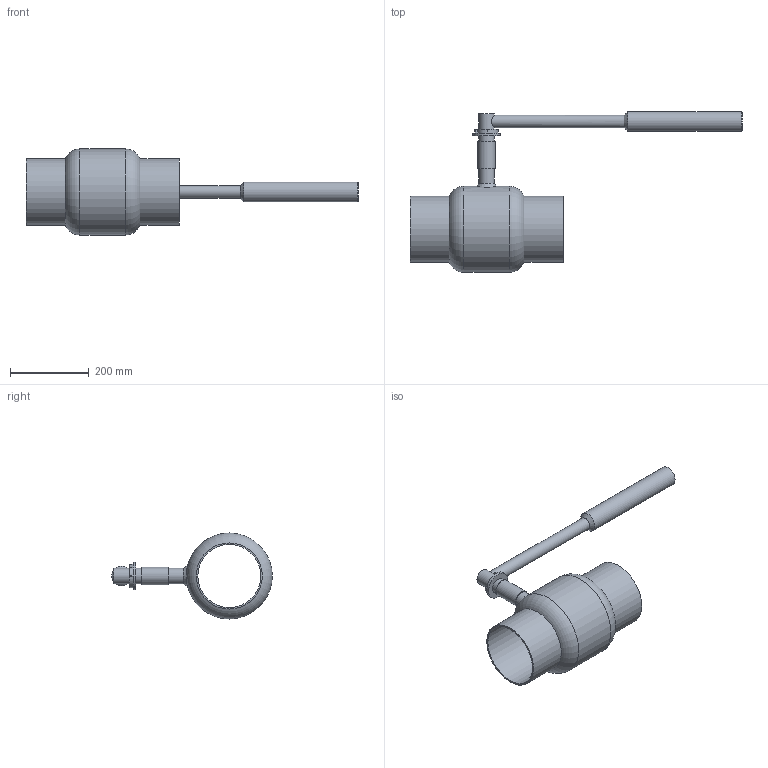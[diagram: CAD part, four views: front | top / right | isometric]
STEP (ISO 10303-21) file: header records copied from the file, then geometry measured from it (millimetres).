
FILE_DESCRIPTION(/* description */ (''),/* implementation_level */ '2;1');
FILE_NAME(/* name */ 'VM4700 - DN150.stp',/* time_stamp */ '2020-02-26T14:39:03+05:00',/* author */ ('abhijit_kelkar'),/* organization */ (''),/* preprocessor_version */ 'ST-DEVELOPER v18',/* originating_system */ 'Autodesk Inventor 2020',/* authorisation */ '');
FILE_SCHEMA (('AUTOMOTIVE_DESIGN { 1 0 10303 214 3 1 1 }'));
Length unit declared in the file: millimetre
Products named in the file (1): VM4700 - DN150
Bounding box: 845 x 409 x 219 mm (x, y, z)
Volume: 4534947 mm3; surface area: 559047.4 mm2
Topology: 1 solids, 1 shells, 31 faces, 85 edges, 63 vertices
Faces by surface type: cylinder 14, plane 12, cone 3, torus 2
Full cylindrical faces by diameter (mm): 4 x1, 32 x1, 40 x3, 44 x1, 50 x1, 70 x1, 160.3 x1, 168.3 x2, 219 x1
Entity records: 1215 total; most frequent: CARTESIAN_POINT 313, DIRECTION 200, ORIENTED_EDGE 170, AXIS2_PLACEMENT_3D 88, EDGE_CURVE 85, VERTEX_POINT 63, CIRCLE 56, EDGE_LOOP 40
